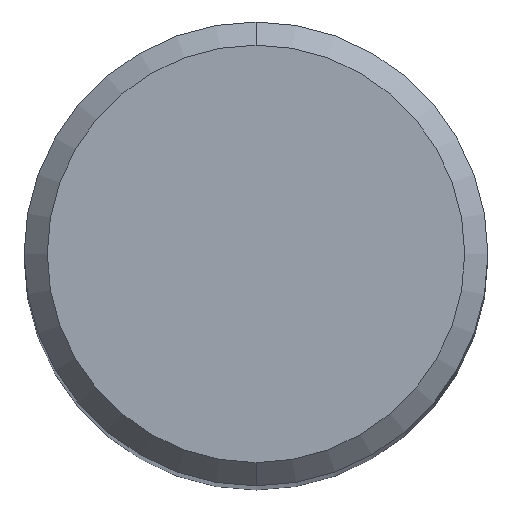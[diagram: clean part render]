
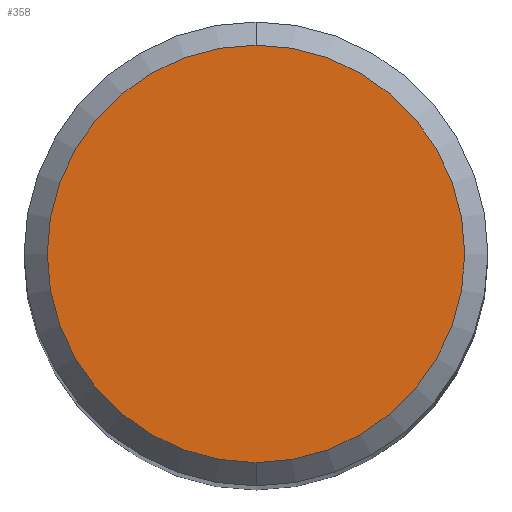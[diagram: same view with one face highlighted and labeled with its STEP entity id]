
A CAD part, top view. The second image highlights one B-rep face of the part: STEP entity #358.
In plain terms, the highlighted planar face has unit normal (0, 0, 1).
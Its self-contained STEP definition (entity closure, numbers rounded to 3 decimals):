
#264=VERTEX_POINT('',#571);
#358=ADVANCED_FACE('',(#675),#676,.T.);
#376=VERTEX_POINT('',#696);
#386=EDGE_CURVE('',#376,#264,#708,.T.);
#446=EDGE_CURVE('',#264,#376,#776,.T.);
#571=CARTESIAN_POINT('',(0.0,5.4,0.0));
#675=FACE_OUTER_BOUND('',#1275,.T.);
#676=PLANE('',#1276);
#696=CARTESIAN_POINT('',(0.,-5.4,0.0));
#708=CIRCLE('',#1319,5.4);
#776=CIRCLE('',#1445,5.4);
#1275=EDGE_LOOP('',(#1678,#1679));
#1276=AXIS2_PLACEMENT_3D('',#1680,#1681,#1682);
#1319=AXIS2_PLACEMENT_3D('',#1734,#1735,#1736);
#1445=AXIS2_PLACEMENT_3D('',#1823,#1824,#1825);
#1678=ORIENTED_EDGE('',*,*,#446,.F.);
#1679=ORIENTED_EDGE('',*,*,#386,.F.);
#1680=CARTESIAN_POINT('',(0.0,2.7,0.0));
#1681=DIRECTION('',(-0.0,0.0,1.0));
#1682=DIRECTION('',(0.0,-1.0,0.0));
#1734=CARTESIAN_POINT('',(0.0,0.0,0.0));
#1735=DIRECTION('',(0.0,0.0,-1.0));
#1736=DIRECTION('',(0.0,1.0,0.0));
#1823=CARTESIAN_POINT('',(0.0,0.0,0.0));
#1824=DIRECTION('',(0.0,0.0,-1.0));
#1825=DIRECTION('',(0.0,1.0,0.0));
